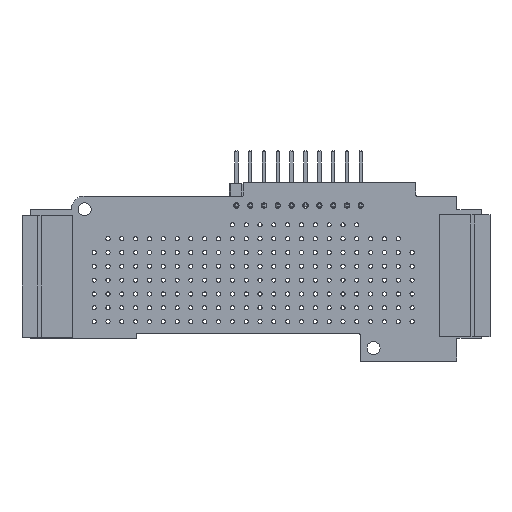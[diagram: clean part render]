
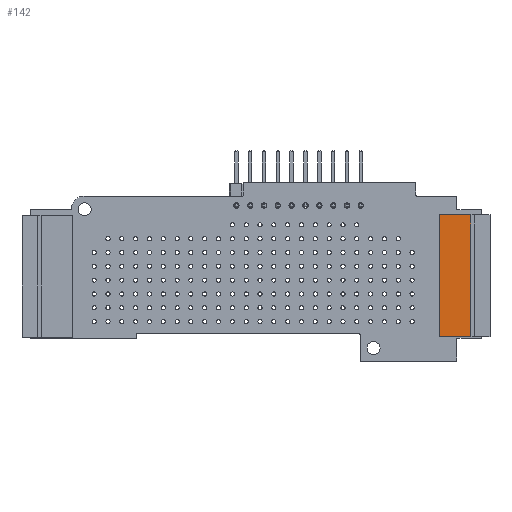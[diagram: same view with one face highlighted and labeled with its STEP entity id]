
A CAD part, top view. The second image highlights one B-rep face of the part: STEP entity #142.
In plain terms, the highlighted planar face has unit normal (0, 0, 1).
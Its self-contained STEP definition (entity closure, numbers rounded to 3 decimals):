
#74 = EDGE_CURVE('',#75,#77,#79,.T.);
#75 = VERTEX_POINT('',#76);
#76 = CARTESIAN_POINT('',(-2.45,1.2,7.25));
#77 = VERTEX_POINT('',#78);
#78 = CARTESIAN_POINT('',(-2.45,-4.5,7.25));
#79 = LINE('',#80,#81);
#80 = CARTESIAN_POINT('',(-2.45,1.2,7.25));
#81 = VECTOR('',#82,1.);
#82 = DIRECTION('',(0.,-1.,0.));
#142 = ADVANCED_FACE('',(#143),#168,.F.);
#143 = FACE_BOUND('',#144,.F.);
#144 = EDGE_LOOP('',(#145,#153,#161,#167));
#145 = ORIENTED_EDGE('',*,*,#146,.F.);
#146 = EDGE_CURVE('',#147,#75,#149,.T.);
#147 = VERTEX_POINT('',#148);
#148 = CARTESIAN_POINT('',(19.95,1.2,7.25));
#149 = LINE('',#150,#151);
#150 = CARTESIAN_POINT('',(19.95,1.2,7.25));
#151 = VECTOR('',#152,1.);
#152 = DIRECTION('',(-1.,0.,0.));
#153 = ORIENTED_EDGE('',*,*,#154,.T.);
#154 = EDGE_CURVE('',#147,#155,#157,.T.);
#155 = VERTEX_POINT('',#156);
#156 = CARTESIAN_POINT('',(19.95,-4.5,7.25));
#157 = LINE('',#158,#159);
#158 = CARTESIAN_POINT('',(19.95,1.2,7.25));
#159 = VECTOR('',#160,1.);
#160 = DIRECTION('',(0.,-1.,0.));
#161 = ORIENTED_EDGE('',*,*,#162,.F.);
#162 = EDGE_CURVE('',#77,#155,#163,.T.);
#163 = LINE('',#164,#165);
#164 = CARTESIAN_POINT('',(-2.45,-4.5,7.25));
#165 = VECTOR('',#166,1.);
#166 = DIRECTION('',(1.,0.,0.));
#167 = ORIENTED_EDGE('',*,*,#74,.F.);
#168 = PLANE('',#169);
#169 = AXIS2_PLACEMENT_3D('',#170,#171,#172);
#170 = CARTESIAN_POINT('',(19.95,1.2,7.25));
#171 = DIRECTION('',(0.,0.,-1.));
#172 = DIRECTION('',(-1.,-0.,0.));
